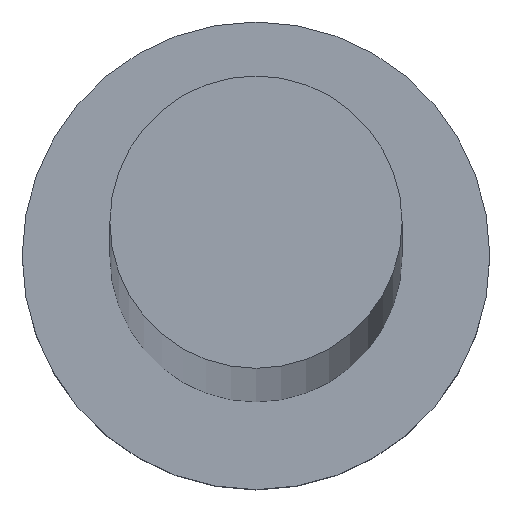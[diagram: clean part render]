
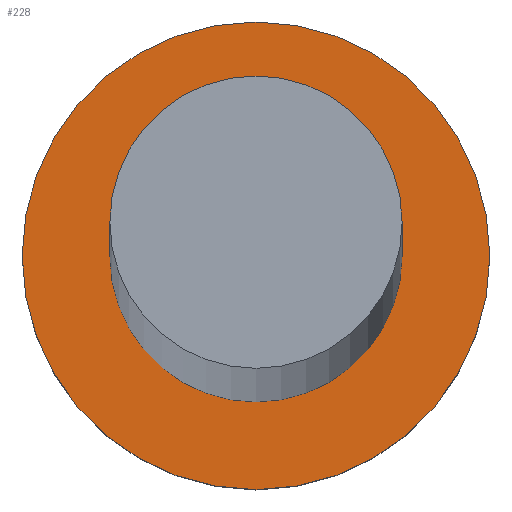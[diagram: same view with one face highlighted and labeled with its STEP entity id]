
A CAD part, top view. The second image highlights one B-rep face of the part: STEP entity #228.
In plain terms, the highlighted planar face has unit normal (0, 0, 1).
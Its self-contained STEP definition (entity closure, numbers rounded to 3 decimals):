
#2 = EDGE_CURVE ( 'NONE', #36, #203, #190, .T. ) ;
#13 = EDGE_CURVE ( 'NONE', #203, #36, #192, .T. ) ;
#23 = ORIENTED_EDGE ( 'NONE', *, *, #133, .F. ) ;
#31 = CIRCLE ( 'NONE', #43, 3.75 ) ;
#36 = VERTEX_POINT ( 'NONE', #46 ) ;
#40 = FACE_BOUND ( 'NONE', #158, .T. ) ;
#43 = AXIS2_PLACEMENT_3D ( 'NONE', #45, #164, #87 ) ;
#45 = CARTESIAN_POINT ( 'NONE',  ( 0., 0., 5. ) ) ;
#46 = CARTESIAN_POINT ( 'NONE',  ( 6., 0., 5. ) ) ;
#57 = VERTEX_POINT ( 'NONE', #210 ) ;
#64 = AXIS2_PLACEMENT_3D ( 'NONE', #126, #231, #146 ) ;
#76 = CIRCLE ( 'NONE', #79, 3.75 ) ;
#79 = AXIS2_PLACEMENT_3D ( 'NONE', #124, #118, #103 ) ;
#84 = ORIENTED_EDGE ( 'NONE', *, *, #230, .F. ) ;
#87 = DIRECTION ( 'NONE',  ( 1., 0., 0. ) ) ;
#89 = AXIS2_PLACEMENT_3D ( 'NONE', #227, #167, #244 ) ;
#90 = CARTESIAN_POINT ( 'NONE',  ( -6., 0., 5. ) ) ;
#103 = DIRECTION ( 'NONE',  ( 1., 0., 0. ) ) ;
#118 = DIRECTION ( 'NONE',  ( 0., 0., 1. ) ) ;
#124 = CARTESIAN_POINT ( 'NONE',  ( 0., 0., 5. ) ) ;
#125 = EDGE_LOOP ( 'NONE', ( #156, #150 ) ) ;
#126 = CARTESIAN_POINT ( 'NONE',  ( 0., 0., 5. ) ) ;
#133 = EDGE_CURVE ( 'NONE', #217, #57, #76, .T. ) ;
#136 = DIRECTION ( 'NONE',  ( 0., 0., 1. ) ) ;
#146 = DIRECTION ( 'NONE',  ( 1., 0., 0. ) ) ;
#150 = ORIENTED_EDGE ( 'NONE', *, *, #2, .T. ) ;
#156 = ORIENTED_EDGE ( 'NONE', *, *, #13, .T. ) ;
#158 = EDGE_LOOP ( 'NONE', ( #23, #84 ) ) ;
#159 = CARTESIAN_POINT ( 'NONE',  ( -3.75, 0., 5. ) ) ;
#164 = DIRECTION ( 'NONE',  ( 0., 0., 1. ) ) ;
#167 = DIRECTION ( 'NONE',  ( 0., 0., 1. ) ) ;
#177 = PLANE ( 'NONE',  #216 ) ;
#179 = FACE_OUTER_BOUND ( 'NONE', #125, .T. ) ;
#190 = CIRCLE ( 'NONE', #64, 6. ) ;
#192 = CIRCLE ( 'NONE', #89, 6. ) ;
#195 = DIRECTION ( 'NONE',  ( 1., 0., 0. ) ) ;
#203 = VERTEX_POINT ( 'NONE', #90 ) ;
#210 = CARTESIAN_POINT ( 'NONE',  ( 3.75, 0., 5. ) ) ;
#216 = AXIS2_PLACEMENT_3D ( 'NONE', #226, #136, #195 ) ;
#217 = VERTEX_POINT ( 'NONE', #159 ) ;
#226 = CARTESIAN_POINT ( 'NONE',  ( 0., 0., 5. ) ) ;
#227 = CARTESIAN_POINT ( 'NONE',  ( 0., 0., 5. ) ) ;
#228 = ADVANCED_FACE ( 'NONE', ( #40, #179 ), #177, .T. ) ;
#230 = EDGE_CURVE ( 'NONE', #57, #217, #31, .T. ) ;
#231 = DIRECTION ( 'NONE',  ( 0., 0., 1. ) ) ;
#244 = DIRECTION ( 'NONE',  ( 1., 0., 0. ) ) ;
